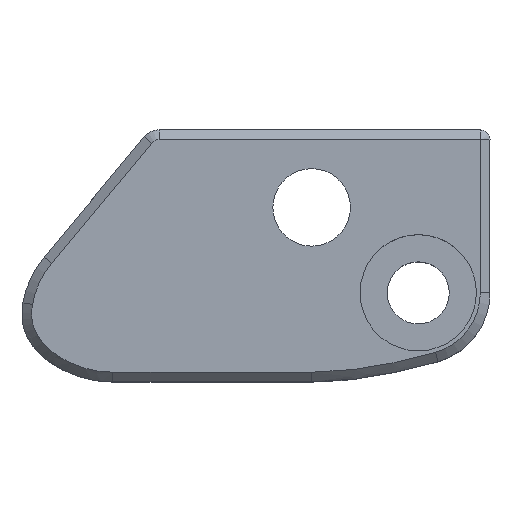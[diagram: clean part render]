
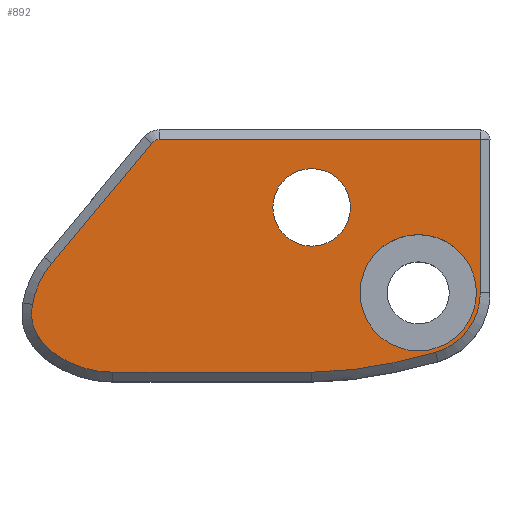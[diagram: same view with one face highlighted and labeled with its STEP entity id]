
A CAD part, top view. The second image highlights one B-rep face of the part: STEP entity #892.
In plain terms, the highlighted planar face has unit normal (0, 0, 1).
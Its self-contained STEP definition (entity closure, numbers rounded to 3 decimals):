
#36=B_SPLINE_CURVE_WITH_KNOTS('',3,(#1418,#1419,#1420,#1421,#1422,#1423,
#1424,#1425,#1426,#1427,#1428,#1429,#1430,#1431,#1432,#1433,#1434,#1435,
#1436,#1437,#1438,#1439),.UNSPECIFIED.,.F.,.F.,(4,3,3,3,3,3,3,4),(-2.597,
-2.323,-2.05,-1.913,-1.776,
-1.503,-1.229,-0.683),.UNSPECIFIED.);
#38=B_SPLINE_CURVE_WITH_KNOTS('',3,(#1464,#1465,#1466,#1467,#1468,#1469,
#1470,#1471,#1472,#1473,#1474,#1475),.UNSPECIFIED.,.F.,.F.,(4,1,2,1,2,2,
4),(3.983,4.215,4.447,4.913,
5.379,5.679,5.967),.UNSPECIFIED.);
#60=FACE_BOUND('',#126,.T.);
#61=FACE_BOUND('',#127,.T.);
#68=FACE_OUTER_BOUND('',#125,.T.);
#125=EDGE_LOOP('',(#617,#618,#619,#620,#621,#622,#623,#624,#625));
#126=EDGE_LOOP('',(#626));
#127=EDGE_LOOP('',(#627));
#189=CIRCLE('',#964,3.2);
#191=CIRCLE('',#967,0.5);
#192=CIRCLE('',#968,4.5);
#193=CIRCLE('',#969,2.);
#194=CIRCLE('',#970,3.);
#232=LINE('',#1454,#310);
#233=LINE('',#1456,#311);
#234=LINE('',#1460,#312);
#235=LINE('',#1476,#313);
#310=VECTOR('',#1080,10.);
#311=VECTOR('',#1081,10.);
#312=VECTOR('',#1084,10.);
#313=VECTOR('',#1087,10.);
#393=VERTEX_POINT('',#1369);
#394=VERTEX_POINT('',#1370);
#397=VERTEX_POINT('',#1417);
#399=VERTEX_POINT('',#1453);
#400=VERTEX_POINT('',#1455);
#401=VERTEX_POINT('',#1457);
#402=VERTEX_POINT('',#1459);
#403=VERTEX_POINT('',#1461);
#404=VERTEX_POINT('',#1463);
#405=VERTEX_POINT('',#1477);
#406=VERTEX_POINT('',#1479);
#475=EDGE_CURVE('',#393,#394,#189,.T.);
#479=EDGE_CURVE('',#393,#397,#36,.F.);
#482=EDGE_CURVE('',#399,#394,#232,.T.);
#483=EDGE_CURVE('',#400,#399,#233,.T.);
#484=EDGE_CURVE('',#401,#400,#191,.T.);
#485=EDGE_CURVE('',#402,#401,#234,.T.);
#486=EDGE_CURVE('',#403,#402,#192,.T.);
#487=EDGE_CURVE('',#404,#403,#38,.T.);
#488=EDGE_CURVE('',#397,#404,#235,.T.);
#489=EDGE_CURVE('',#405,#405,#193,.T.);
#490=EDGE_CURVE('',#406,#406,#194,.T.);
#617=ORIENTED_EDGE('',*,*,#475,.T.);
#618=ORIENTED_EDGE('',*,*,#482,.F.);
#619=ORIENTED_EDGE('',*,*,#483,.F.);
#620=ORIENTED_EDGE('',*,*,#484,.F.);
#621=ORIENTED_EDGE('',*,*,#485,.F.);
#622=ORIENTED_EDGE('',*,*,#486,.F.);
#623=ORIENTED_EDGE('',*,*,#487,.F.);
#624=ORIENTED_EDGE('',*,*,#488,.F.);
#625=ORIENTED_EDGE('',*,*,#479,.F.);
#626=ORIENTED_EDGE('',*,*,#489,.T.);
#627=ORIENTED_EDGE('',*,*,#490,.F.);
#866=PLANE('',#966);
#892=ADVANCED_FACE('',(#68,#60,#61),#866,.T.);
#964=AXIS2_PLACEMENT_3D('',#1371,#1071,#1072);
#966=AXIS2_PLACEMENT_3D('',#1452,#1078,#1079);
#967=AXIS2_PLACEMENT_3D('',#1458,#1082,#1083);
#968=AXIS2_PLACEMENT_3D('',#1462,#1085,#1086);
#969=AXIS2_PLACEMENT_3D('',#1478,#1088,#1089);
#970=AXIS2_PLACEMENT_3D('',#1480,#1090,#1091);
#1071=DIRECTION('center_axis',(0.,0.,1.));
#1072=DIRECTION('ref_axis',(0.277,-0.961,0.));
#1078=DIRECTION('center_axis',(0.,0.,1.));
#1079=DIRECTION('ref_axis',(1.,0.,0.));
#1080=DIRECTION('',(0.,-1.,0.));
#1081=DIRECTION('',(1.,0.,0.));
#1082=DIRECTION('center_axis',(0.,0.,-1.));
#1083=DIRECTION('ref_axis',(-0.424,0.906,0.));
#1084=DIRECTION('',(0.64,0.768,0.));
#1085=DIRECTION('center_axis',(0.,0.,-1.));
#1086=DIRECTION('ref_axis',(-0.768,0.64,0.));
#1087=DIRECTION('',(-1.,0.,0.));
#1088=DIRECTION('center_axis',(0.,0.,-1.));
#1089=DIRECTION('ref_axis',(-1.,0.,0.));
#1090=DIRECTION('center_axis',(0.,0.,1.));
#1091=DIRECTION('ref_axis',(1.,0.,0.));
#1369=CARTESIAN_POINT('',(10.636,98.83,13.3));
#1370=CARTESIAN_POINT('',(12.95,101.905,13.3));
#1371=CARTESIAN_POINT('Origin',(9.75,101.905,13.3));
#1417=CARTESIAN_POINT('',(4.254,97.805,13.3));
#1418=CARTESIAN_POINT('Ctrl Pts',(4.254,97.805,13.3));
#1419=CARTESIAN_POINT('Ctrl Pts',(4.712,97.805,13.3));
#1420=CARTESIAN_POINT('Ctrl Pts',(5.059,97.823,13.3));
#1421=CARTESIAN_POINT('Ctrl Pts',(5.358,97.844,13.3));
#1422=CARTESIAN_POINT('Ctrl Pts',(5.657,97.864,13.3));
#1423=CARTESIAN_POINT('Ctrl Pts',(5.908,97.888,13.3));
#1424=CARTESIAN_POINT('Ctrl Pts',(6.177,97.919,13.3));
#1425=CARTESIAN_POINT('Ctrl Pts',(6.311,97.934,13.3));
#1426=CARTESIAN_POINT('Ctrl Pts',(6.45,97.951,13.3));
#1427=CARTESIAN_POINT('Ctrl Pts',(6.6,97.971,13.3));
#1428=CARTESIAN_POINT('Ctrl Pts',(6.749,97.991,13.3));
#1429=CARTESIAN_POINT('Ctrl Pts',(6.909,98.014,13.3));
#1430=CARTESIAN_POINT('Ctrl Pts',(7.061,98.037,13.3));
#1431=CARTESIAN_POINT('Ctrl Pts',(7.364,98.084,13.3));
#1432=CARTESIAN_POINT('Ctrl Pts',(7.637,98.131,13.3));
#1433=CARTESIAN_POINT('Ctrl Pts',(7.907,98.182,13.3));
#1434=CARTESIAN_POINT('Ctrl Pts',(8.177,98.233,13.3));
#1435=CARTESIAN_POINT('Ctrl Pts',(8.445,98.288,13.3));
#1436=CARTESIAN_POINT('Ctrl Pts',(8.722,98.348,13.3));
#1437=CARTESIAN_POINT('Ctrl Pts',(9.278,98.468,13.3));
#1438=CARTESIAN_POINT('Ctrl Pts',(9.873,98.611,13.3));
#1439=CARTESIAN_POINT('Ctrl Pts',(10.636,98.83,13.3));
#1452=CARTESIAN_POINT('Origin',(1.363,103.305,13.3));
#1453=CARTESIAN_POINT('',(12.95,109.805,13.3));
#1454=CARTESIAN_POINT('',(12.95,102.605,13.3));
#1455=CARTESIAN_POINT('',(-3.609,109.805,13.3));
#1456=CARTESIAN_POINT('',(7.156,109.805,13.3));
#1457=CARTESIAN_POINT('',(-3.994,109.625,13.3));
#1458=CARTESIAN_POINT('Origin',(-3.609,109.305,13.3));
#1459=CARTESIAN_POINT('',(-9.163,103.421,13.3));
#1460=CARTESIAN_POINT('',(-4.867,108.577,13.3));
#1461=CARTESIAN_POINT('',(-10.141,101.299,13.3));
#1462=CARTESIAN_POINT('Origin',(-5.705,100.54,13.3));
#1463=CARTESIAN_POINT('',(-6.,97.805,13.3));
#1464=CARTESIAN_POINT('Ctrl Pts',(-6.,97.805,13.3));
#1465=CARTESIAN_POINT('Ctrl Pts',(-6.33,97.805,13.3));
#1466=CARTESIAN_POINT('Ctrl Pts',(-6.806,97.857,13.3));
#1467=CARTESIAN_POINT('Ctrl Pts',(-7.221,97.946,13.3));
#1468=CARTESIAN_POINT('Ctrl Pts',(-8.016,98.184,13.3));
#1469=CARTESIAN_POINT('Ctrl Pts',(-9.013,98.665,13.3));
#1470=CARTESIAN_POINT('Ctrl Pts',(-9.682,99.335,13.3));
#1471=CARTESIAN_POINT('Ctrl Pts',(-10.049,99.981,13.3));
#1472=CARTESIAN_POINT('Ctrl Pts',(-10.135,100.24,13.3));
#1473=CARTESIAN_POINT('Ctrl Pts',(-10.201,100.802,13.3));
#1474=CARTESIAN_POINT('Ctrl Pts',(-10.183,101.051,13.3));
#1475=CARTESIAN_POINT('Ctrl Pts',(-10.141,101.299,13.3));
#1476=CARTESIAN_POINT('',(-2.319,97.805,13.3));
#1477=CARTESIAN_POINT('',(6.254,106.305,13.3));
#1478=CARTESIAN_POINT('Origin',(4.254,106.305,13.3));
#1479=CARTESIAN_POINT('',(6.75,101.905,13.3));
#1480=CARTESIAN_POINT('Origin',(9.75,101.905,13.3));
